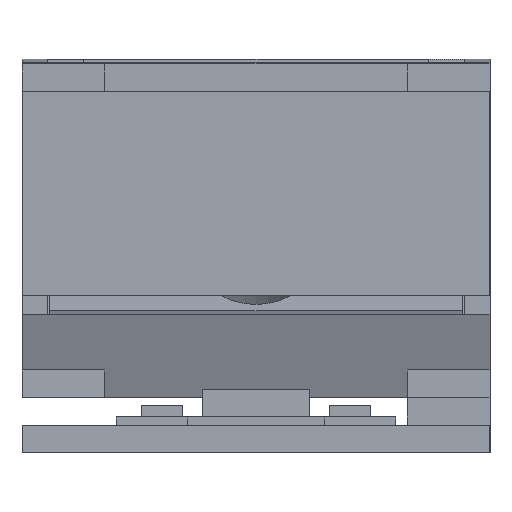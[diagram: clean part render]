
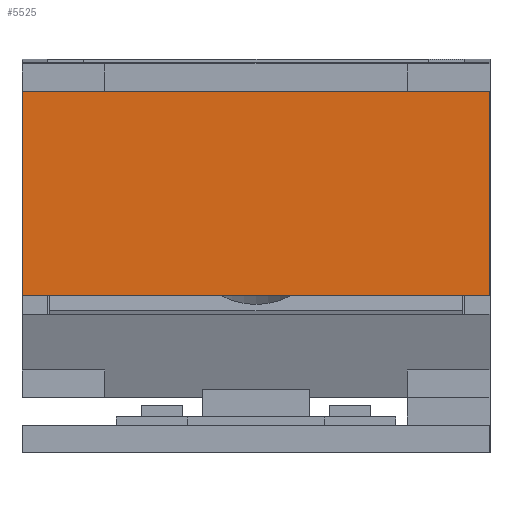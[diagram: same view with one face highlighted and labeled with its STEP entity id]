
A CAD part, front view. The second image highlights one B-rep face of the part: STEP entity #5525.
In plain terms, the highlighted planar face has unit normal (0, -1, 0).
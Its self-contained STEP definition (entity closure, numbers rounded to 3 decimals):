
#84 = ORIENTED_EDGE ( 'NONE', *, *, #3001, .F. ) ;
#108 = DIRECTION ( 'NONE',  ( 1., 0., 0. ) ) ;
#125 = EDGE_CURVE ( 'NONE', #2195, #1734, #3272, .T. ) ;
#331 = PLANE ( 'NONE',  #3539 ) ;
#348 = CARTESIAN_POINT ( 'NONE',  ( 17., -29.012, -17.181 ) ) ;
#406 = CARTESIAN_POINT ( 'NONE',  ( -17., -29.012, -2. ) ) ;
#1156 = DIRECTION ( 'NONE',  ( 0., -1., 0. ) ) ;
#1215 = DIRECTION ( 'NONE',  ( 0., 0., -1. ) ) ;
#1439 = ORIENTED_EDGE ( 'NONE', *, *, #125, .F. ) ;
#1602 = EDGE_CURVE ( 'NONE', #2195, #3165, #3464, .T. ) ;
#1679 = CARTESIAN_POINT ( 'NONE',  ( -17., -29.012, -17.181 ) ) ;
#1734 = VERTEX_POINT ( 'NONE', #1679 ) ;
#2103 = EDGE_CURVE ( 'NONE', #1734, #2869, #5326, .T. ) ;
#2195 = VERTEX_POINT ( 'NONE', #348 ) ;
#2831 = DIRECTION ( 'NONE',  ( -1., 0., 0. ) ) ;
#2869 = VERTEX_POINT ( 'NONE', #3804 ) ;
#2872 = VECTOR ( 'NONE', #2831, 1000. ) ;
#3001 = EDGE_CURVE ( 'NONE', #2869, #3165, #4382, .T. ) ;
#3021 = DIRECTION ( 'NONE',  ( 0., 0., 1. ) ) ;
#3035 = CARTESIAN_POINT ( 'NONE',  ( 17., -29.012, -2.333 ) ) ;
#3092 = ORIENTED_EDGE ( 'NONE', *, *, #1602, .T. ) ;
#3165 = VERTEX_POINT ( 'NONE', #3035 ) ;
#3186 = DIRECTION ( 'NONE',  ( 0., 0., 1. ) ) ;
#3272 = LINE ( 'NONE', #5382, #2872 ) ;
#3464 = LINE ( 'NONE', #4764, #5128 ) ;
#3539 = AXIS2_PLACEMENT_3D ( 'NONE', #406, #1156, #1215 ) ;
#3553 = CARTESIAN_POINT ( 'NONE',  ( -17., -29.012, -2. ) ) ;
#3804 = CARTESIAN_POINT ( 'NONE',  ( -17., -29.012, -2.333 ) ) ;
#4303 = EDGE_LOOP ( 'NONE', ( #1439, #3092, #84, #5452 ) ) ;
#4382 = LINE ( 'NONE', #5187, #5127 ) ;
#4667 = VECTOR ( 'NONE', #3186, 1000. ) ;
#4764 = CARTESIAN_POINT ( 'NONE',  ( 17., -29.012, -2. ) ) ;
#5048 = FACE_OUTER_BOUND ( 'NONE', #4303, .T. ) ;
#5127 = VECTOR ( 'NONE', #108, 1000. ) ;
#5128 = VECTOR ( 'NONE', #3021, 1000. ) ;
#5187 = CARTESIAN_POINT ( 'NONE',  ( -17., -29.012, -2.333 ) ) ;
#5326 = LINE ( 'NONE', #3553, #4667 ) ;
#5382 = CARTESIAN_POINT ( 'NONE',  ( 0., -29.012, -17.181 ) ) ;
#5452 = ORIENTED_EDGE ( 'NONE', *, *, #2103, .F. ) ;
#5525 = ADVANCED_FACE ( 'NONE', ( #5048 ), #331, .T. ) ;
